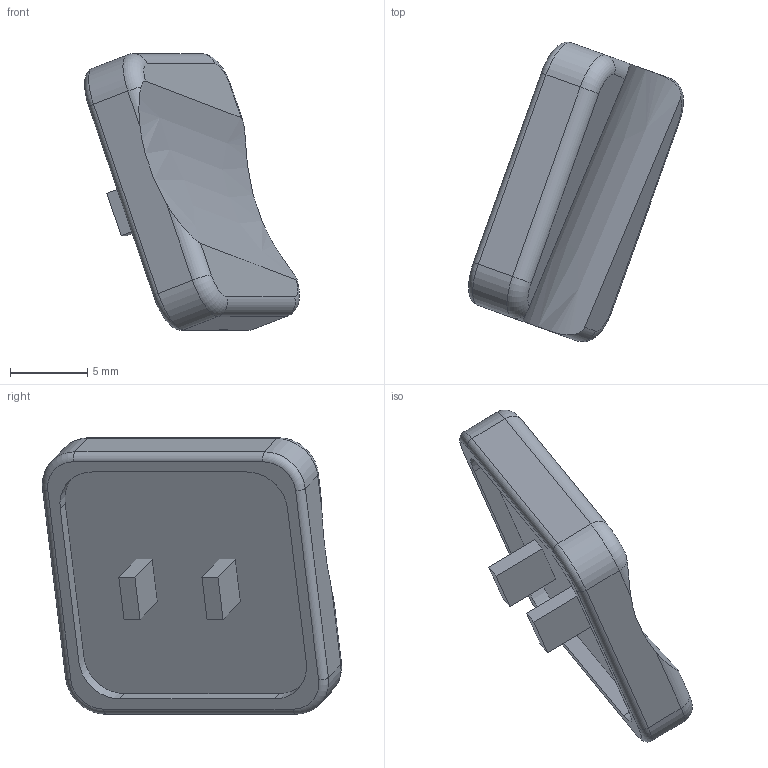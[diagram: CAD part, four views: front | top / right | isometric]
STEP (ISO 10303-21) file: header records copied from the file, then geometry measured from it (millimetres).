
FILE_DESCRIPTION(/* description */ ('','CAx-IF Rec.Pracs.---Representation and Presentation of Product Manufacturing Information (PMI)---4.0---2014-10-13'),/* implementation_level */ '2;1');
FILE_NAME(/* name */ 'thumb_keycap2.step',/* time_stamp */ '2025-02-20T04:17:17+09:00',/* author */ (''),/* organization */ (''),/* preprocessor_version */ 'ST-DEVELOPER v20',/* originating_system */ 'Autodesk Translation Framework v13.20.0.188',/* authorisation */ '');
FILE_SCHEMA (('AP242_MANAGED_MODEL_BASED_3D_ENGINEERING_MIM_LF { 1 0 10303 442 1 1 4 }'));
Length unit declared in the file: millimetre
Products named in the file (1): Fusion コンポーネント
Bounding box: 13.88 x 19.34 x 17.86 mm (x, y, z)
Volume: 872.2 mm3; surface area: 974 mm2
Topology: 1 solids, 1 shells, 49 faces, 116 edges, 72 vertices
Faces by surface type: plane 22, cylinder 18, torus 8, bspline 1
Entity records: 1549 total; most frequent: CARTESIAN_POINT 375, DIRECTION 244, ORIENTED_EDGE 232, EDGE_CURVE 116, AXIS2_PLACEMENT_3D 89, VERTEX_POINT 72, LINE 66, VECTOR 66
